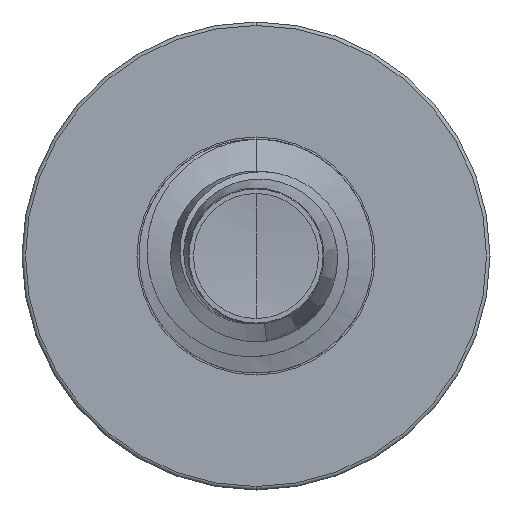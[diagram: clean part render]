
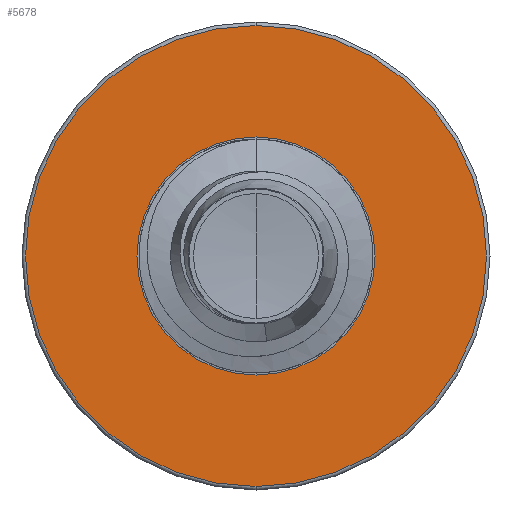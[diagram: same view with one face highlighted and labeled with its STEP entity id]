
A CAD part, front view. The second image highlights one B-rep face of the part: STEP entity #5678.
In plain terms, the highlighted planar face has unit normal (0, -1, 0).
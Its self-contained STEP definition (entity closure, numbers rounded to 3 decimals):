
#45 = DIRECTION ( 'NONE',  ( 0., 0., 1. ) ) ;
#46 = DIRECTION ( 'NONE',  ( 0., 1., 0. ) ) ;
#58 = CARTESIAN_POINT ( 'NONE',  ( 0., 2.5, 0. ) ) ;
#139 = AXIS2_PLACEMENT_3D ( 'NONE', #4007, #3993, #3983 ) ;
#233 = ORIENTED_EDGE ( 'NONE', *, *, #5187, .F. ) ;
#250 = EDGE_LOOP ( 'NONE', ( #310, #376 ) ) ;
#310 = ORIENTED_EDGE ( 'NONE', *, *, #7144, .T. ) ;
#353 = FACE_BOUND ( 'NONE', #250, .T. ) ;
#376 = ORIENTED_EDGE ( 'NONE', *, *, #6102, .T. ) ;
#537 = AXIS2_PLACEMENT_3D ( 'NONE', #7458, #6809, #6803 ) ;
#797 = VERTEX_POINT ( 'NONE', #2181 ) ;
#1145 = ORIENTED_EDGE ( 'NONE', *, *, #7072, .F. ) ;
#1930 = EDGE_LOOP ( 'NONE', ( #1145, #233 ) ) ;
#2181 = CARTESIAN_POINT ( 'NONE',  ( 0., 2.5, 1.773 ) ) ;
#2292 = VERTEX_POINT ( 'NONE', #5753 ) ;
#2955 = AXIS2_PLACEMENT_3D ( 'NONE', #58, #46, #45 ) ;
#2989 = VERTEX_POINT ( 'NONE', #4517 ) ;
#3109 = VERTEX_POINT ( 'NONE', #4097 ) ;
#3407 = CIRCLE ( 'NONE', #7792, 0.916 ) ;
#3516 = FACE_OUTER_BOUND ( 'NONE', #1930, .T. ) ;
#3983 = DIRECTION ( 'NONE',  ( 0., 0., 1. ) ) ;
#3993 = DIRECTION ( 'NONE',  ( 0., 1., 0. ) ) ;
#4007 = CARTESIAN_POINT ( 'NONE',  ( 0., 2.5, 0. ) ) ;
#4097 = CARTESIAN_POINT ( 'NONE',  ( 0., 2.5, -1.773 ) ) ;
#4517 = CARTESIAN_POINT ( 'NONE',  ( 0., 2.5, 0.916 ) ) ;
#4696 = CIRCLE ( 'NONE', #139, 0.916 ) ;
#5187 = EDGE_CURVE ( 'NONE', #3109, #797, #5868, .T. ) ;
#5189 = CIRCLE ( 'NONE', #7127, 1.773 ) ;
#5678 = ADVANCED_FACE ( 'NONE', ( #3516, #353 ), #7226, .F. ) ;
#5753 = CARTESIAN_POINT ( 'NONE',  ( 0., 2.5, -0.916 ) ) ;
#5868 = CIRCLE ( 'NONE', #2955, 1.773 ) ;
#6102 = EDGE_CURVE ( 'NONE', #2292, #2989, #4696, .T. ) ;
#6803 = DIRECTION ( 'NONE',  ( 0., 0., 1. ) ) ;
#6809 = DIRECTION ( 'NONE',  ( 0., 1., 0. ) ) ;
#7072 = EDGE_CURVE ( 'NONE', #797, #3109, #5189, .T. ) ;
#7087 = DIRECTION ( 'NONE',  ( 0., 0., 1. ) ) ;
#7091 = DIRECTION ( 'NONE',  ( 0., 1., 0. ) ) ;
#7096 = CARTESIAN_POINT ( 'NONE',  ( 0., 2.5, 0. ) ) ;
#7127 = AXIS2_PLACEMENT_3D ( 'NONE', #7213, #7211, #7205 ) ;
#7144 = EDGE_CURVE ( 'NONE', #2989, #2292, #3407, .T. ) ;
#7205 = DIRECTION ( 'NONE',  ( 0., 0., 1. ) ) ;
#7211 = DIRECTION ( 'NONE',  ( 0., 1., 0. ) ) ;
#7213 = CARTESIAN_POINT ( 'NONE',  ( 0., 2.5, 0. ) ) ;
#7226 = PLANE ( 'NONE',  #537 ) ;
#7458 = CARTESIAN_POINT ( 'NONE',  ( 0., 2.5, -0.916 ) ) ;
#7792 = AXIS2_PLACEMENT_3D ( 'NONE', #7096, #7091, #7087 ) ;
